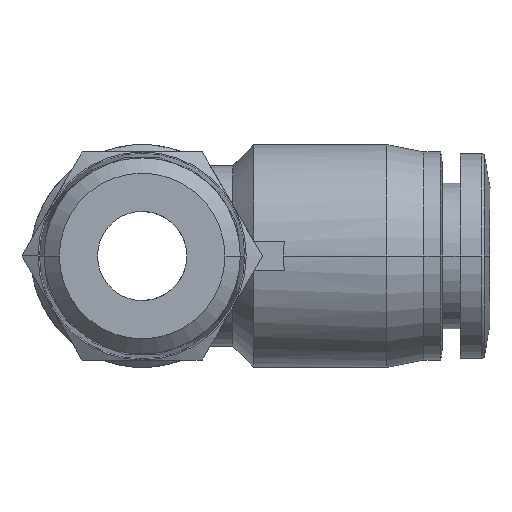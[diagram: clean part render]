
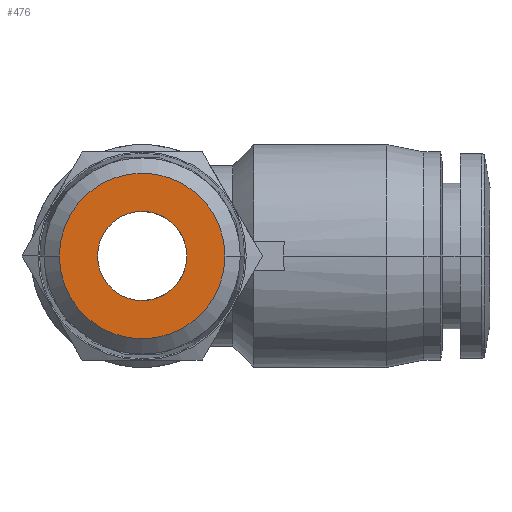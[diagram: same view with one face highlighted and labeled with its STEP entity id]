
A CAD part, front view. The second image highlights one B-rep face of the part: STEP entity #476.
In plain terms, the highlighted planar face has unit normal (0, -1, 0).
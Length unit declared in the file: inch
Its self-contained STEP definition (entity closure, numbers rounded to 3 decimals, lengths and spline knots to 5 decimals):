
#81 = DIRECTION ( 'NONE',  ( 0., 1., 0. ) ) ;
#294 = CARTESIAN_POINT ( 'NONE',  ( 0., -0.64961, 0. ) ) ;
#426 = ORIENTED_EDGE ( 'NONE', *, *, #2886, .T. ) ;
#476 = ADVANCED_FACE ( 'NONE', ( #3699, #1839 ), #1640, .T. ) ;
#614 = DIRECTION ( 'NONE',  ( -1., 0., 0. ) ) ;
#629 = EDGE_LOOP ( 'NONE', ( #3064, #426 ) ) ;
#688 = CIRCLE ( 'NONE', #1393, 0.21936 ) ;
#756 = EDGE_LOOP ( 'NONE', ( #3604, #2266 ) ) ;
#851 = AXIS2_PLACEMENT_3D ( 'NONE', #1811, #1632, #1579 ) ;
#1017 = CIRCLE ( 'NONE', #3691, 0.21936 ) ;
#1222 = CARTESIAN_POINT ( 'NONE',  ( 0., -0.64961, 0. ) ) ;
#1236 = CARTESIAN_POINT ( 'NONE',  ( 0., -0.64961, 0. ) ) ;
#1393 = AXIS2_PLACEMENT_3D ( 'NONE', #294, #2416, #614 ) ;
#1398 = VERTEX_POINT ( 'NONE', #3663 ) ;
#1551 = DIRECTION ( 'NONE',  ( -1., 0., 0. ) ) ;
#1560 = DIRECTION ( 'NONE',  ( -1., 0., 0. ) ) ;
#1579 = DIRECTION ( 'NONE',  ( 1., 0., 0. ) ) ;
#1632 = DIRECTION ( 'NONE',  ( 0., -1., 0. ) ) ;
#1640 = PLANE ( 'NONE',  #851 ) ;
#1811 = CARTESIAN_POINT ( 'NONE',  ( -0.10968, -0.64961, 0. ) ) ;
#1839 = FACE_OUTER_BOUND ( 'NONE', #629, .T. ) ;
#1878 = VERTEX_POINT ( 'NONE', #2685 ) ;
#1916 = CARTESIAN_POINT ( 'NONE',  ( 0., -0.64961, 0. ) ) ;
#1952 = CARTESIAN_POINT ( 'NONE',  ( -0.11811, -0.64961, 0. ) ) ;
#2013 = AXIS2_PLACEMENT_3D ( 'NONE', #1916, #81, #2197 ) ;
#2014 = EDGE_CURVE ( 'NONE', #1878, #3097, #3214, .T. ) ;
#2177 = AXIS2_PLACEMENT_3D ( 'NONE', #1236, #3267, #1560 ) ;
#2197 = DIRECTION ( 'NONE',  ( -1., 0., 0. ) ) ;
#2266 = ORIENTED_EDGE ( 'NONE', *, *, #2014, .T. ) ;
#2416 = DIRECTION ( 'NONE',  ( 0., -1., 0. ) ) ;
#2685 = CARTESIAN_POINT ( 'NONE',  ( 0.11811, -0.64961, 0. ) ) ;
#2719 = EDGE_CURVE ( 'NONE', #3434, #1398, #688, .T. ) ;
#2749 = EDGE_CURVE ( 'NONE', #3097, #1878, #2950, .T. ) ;
#2886 = EDGE_CURVE ( 'NONE', #1398, #3434, #1017, .T. ) ;
#2950 = CIRCLE ( 'NONE', #2177, 0.11811 ) ;
#3064 = ORIENTED_EDGE ( 'NONE', *, *, #2719, .T. ) ;
#3097 = VERTEX_POINT ( 'NONE', #1952 ) ;
#3214 = CIRCLE ( 'NONE', #2013, 0.11811 ) ;
#3257 = DIRECTION ( 'NONE',  ( 0., -1., 0. ) ) ;
#3267 = DIRECTION ( 'NONE',  ( 0., 1., 0. ) ) ;
#3306 = CARTESIAN_POINT ( 'NONE',  ( -0.21936, -0.64961, 0. ) ) ;
#3434 = VERTEX_POINT ( 'NONE', #3306 ) ;
#3604 = ORIENTED_EDGE ( 'NONE', *, *, #2749, .T. ) ;
#3663 = CARTESIAN_POINT ( 'NONE',  ( 0.21936, -0.64961, 0. ) ) ;
#3691 = AXIS2_PLACEMENT_3D ( 'NONE', #1222, #3257, #1551 ) ;
#3699 = FACE_BOUND ( 'NONE', #756, .T. ) ;
